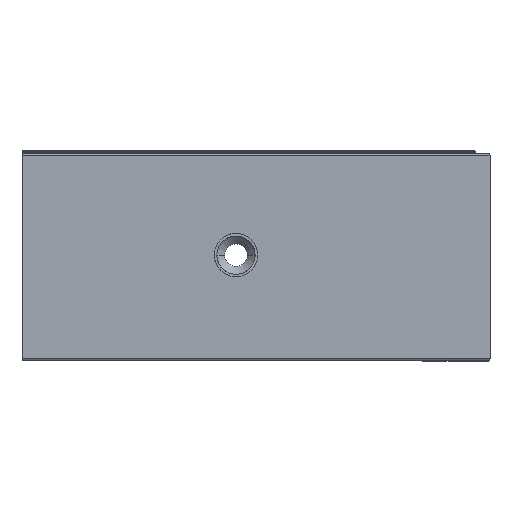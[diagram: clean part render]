
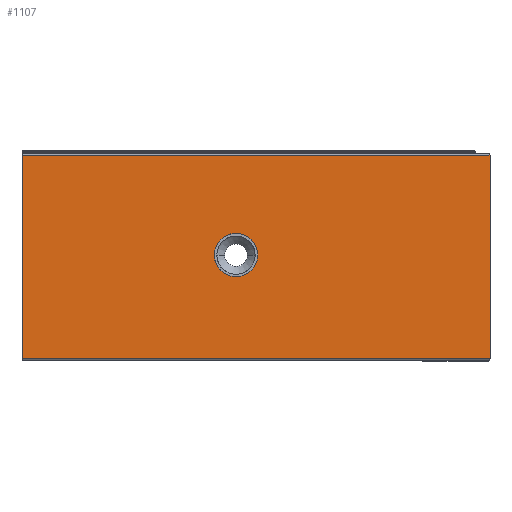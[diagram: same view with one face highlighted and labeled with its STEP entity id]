
A CAD part, top view. The second image highlights one B-rep face of the part: STEP entity #1107.
In plain terms, the highlighted planar face has unit normal (0, 0, 1).
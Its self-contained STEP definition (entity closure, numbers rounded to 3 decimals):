
#13 = DIRECTION ( 'NONE',  ( 1., 0., 0. ) ) ;
#38 = VECTOR ( 'NONE', #13, 1000. ) ;
#65 = VERTEX_POINT ( 'NONE', #2006 ) ;
#165 = CARTESIAN_POINT ( 'NONE',  ( 269., 1., 0. ) ) ;
#187 = AXIS2_PLACEMENT_3D ( 'NONE', #2174, #1904, #3553 ) ;
#236 = PLANE ( 'NONE',  #2208 ) ;
#301 = VERTEX_POINT ( 'NONE', #1427 ) ;
#371 = LINE ( 'NONE', #165, #1289 ) ;
#450 = DIRECTION ( 'NONE',  ( 1., 0., 0. ) ) ;
#455 = EDGE_CURVE ( 'NONE', #301, #3026, #371, .T. ) ;
#514 = EDGE_CURVE ( 'NONE', #1664, #3026, #983, .T. ) ;
#543 = EDGE_CURVE ( 'NONE', #65, #1760, #1745, .T. ) ;
#749 = FACE_OUTER_BOUND ( 'NONE', #3338, .T. ) ;
#866 = ORIENTED_EDGE ( 'NONE', *, *, #543, .F. ) ;
#875 = ORIENTED_EDGE ( 'NONE', *, *, #514, .T. ) ;
#886 = DIRECTION ( 'NONE',  ( 1., 0., 0. ) ) ;
#940 = DIRECTION ( 'NONE',  ( 0., -1., 0. ) ) ;
#983 = LINE ( 'NONE', #2086, #2319 ) ;
#1061 = LINE ( 'NONE', #2502, #38 ) ;
#1107 = ADVANCED_FACE ( 'NONE', ( #1583, #749 ), #236, .T. ) ;
#1289 = VECTOR ( 'NONE', #940, 1000. ) ;
#1427 = CARTESIAN_POINT ( 'NONE',  ( 269., 118., 0. ) ) ;
#1438 = ORIENTED_EDGE ( 'NONE', *, *, #2704, .T. ) ;
#1475 = EDGE_CURVE ( 'NONE', #3081, #301, #1061, .T. ) ;
#1520 = CARTESIAN_POINT ( 'NONE',  ( 0., 1., 0. ) ) ;
#1583 = FACE_BOUND ( 'NONE', #2846, .T. ) ;
#1622 = EDGE_CURVE ( 'NONE', #1760, #65, #2464, .T. ) ;
#1664 = VERTEX_POINT ( 'NONE', #1725 ) ;
#1725 = CARTESIAN_POINT ( 'NONE',  ( 0., 1., 0. ) ) ;
#1745 = CIRCLE ( 'NONE', #187, 12.5 ) ;
#1760 = VERTEX_POINT ( 'NONE', #2941 ) ;
#1834 = VECTOR ( 'NONE', #2564, 1000. ) ;
#1884 = CARTESIAN_POINT ( 'NONE',  ( 0., 1., 0. ) ) ;
#1904 = DIRECTION ( 'NONE',  ( 0., 0., 1. ) ) ;
#1994 = AXIS2_PLACEMENT_3D ( 'NONE', #2297, #2032, #886 ) ;
#2006 = CARTESIAN_POINT ( 'NONE',  ( 135.5, 60.5, 0. ) ) ;
#2032 = DIRECTION ( 'NONE',  ( 0., 0., 1. ) ) ;
#2086 = CARTESIAN_POINT ( 'NONE',  ( 0., 1., 0. ) ) ;
#2162 = CARTESIAN_POINT ( 'NONE',  ( 0., 118., 0. ) ) ;
#2174 = CARTESIAN_POINT ( 'NONE',  ( 123., 60.5, 0. ) ) ;
#2175 = DIRECTION ( 'NONE',  ( 1., 0., 0. ) ) ;
#2208 = AXIS2_PLACEMENT_3D ( 'NONE', #1884, #3554, #2175 ) ;
#2297 = CARTESIAN_POINT ( 'NONE',  ( 123., 60.5, 0. ) ) ;
#2319 = VECTOR ( 'NONE', #450, 1000. ) ;
#2464 = CIRCLE ( 'NONE', #1994, 12.5 ) ;
#2502 = CARTESIAN_POINT ( 'NONE',  ( 0., 118., 0. ) ) ;
#2564 = DIRECTION ( 'NONE',  ( 0., -1., 0. ) ) ;
#2704 = EDGE_CURVE ( 'NONE', #3081, #1664, #3190, .T. ) ;
#2846 = EDGE_LOOP ( 'NONE', ( #866, #3012 ) ) ;
#2941 = CARTESIAN_POINT ( 'NONE',  ( 110.5, 60.5, 0. ) ) ;
#3012 = ORIENTED_EDGE ( 'NONE', *, *, #1622, .F. ) ;
#3026 = VERTEX_POINT ( 'NONE', #3302 ) ;
#3081 = VERTEX_POINT ( 'NONE', #2162 ) ;
#3149 = ORIENTED_EDGE ( 'NONE', *, *, #1475, .F. ) ;
#3162 = ORIENTED_EDGE ( 'NONE', *, *, #455, .F. ) ;
#3190 = LINE ( 'NONE', #1520, #1834 ) ;
#3302 = CARTESIAN_POINT ( 'NONE',  ( 269., 1., 0. ) ) ;
#3338 = EDGE_LOOP ( 'NONE', ( #875, #3162, #3149, #1438 ) ) ;
#3553 = DIRECTION ( 'NONE',  ( 1., 0., 0. ) ) ;
#3554 = DIRECTION ( 'NONE',  ( 0., 0., 1. ) ) ;
